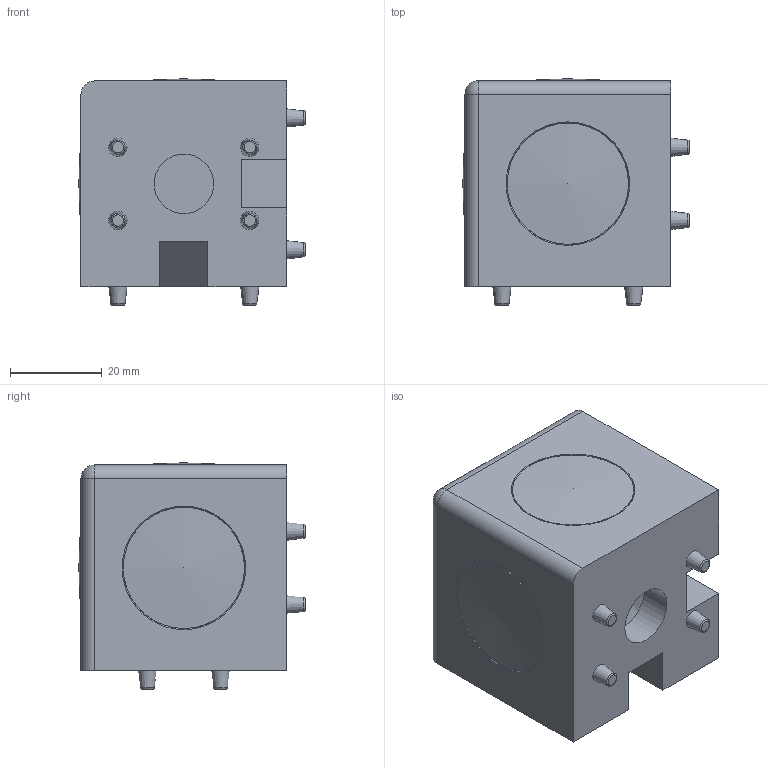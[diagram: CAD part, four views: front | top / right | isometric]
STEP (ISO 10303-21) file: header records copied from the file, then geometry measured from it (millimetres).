
FILE_DESCRIPTION(/* description */ ('STEP AP214'),/* implementation_level */ '2;1');
FILE_NAME(/* name */ '093WW454N10R',/* time_stamp */ '2022-09-30T13:28:08+02:00',/* author */ ('License CC BY-ND 4.0'),/* organization */ ('CADENAS'),/* preprocessor_version */ 'ST-DEVELOPER v18.102',/* originating_system */ 'PARTsolutions',/* authorisation */ ' ');
FILE_SCHEMA (('AUTOMOTIVE_DESIGN {1 0 10303 214 3 1 1}'));
Length unit declared in the file: millimetre
Products named in the file (3): 093WW454N10R; 093WW454N10R_cap; 093WW454N10R_body
Assembly tree (4 placements, depth 2):
  093WW454N10R
    093WW454N10R_cap  x3
    093WW454N10R_body
Bounding box: 49.45 x 49.45 x 49.45 mm (x, y, z)
Volume: 59857.6 mm3; surface area: 22068 mm2
Topology: 4 solids, 4 shells, 130 faces, 315 edges, 203 vertices
Faces by surface type: cylinder 45, plane 36, cone 27, torus 18, sphere 4
Full cylindrical faces by diameter (mm): 13 x3, 26.5 x3
Entity records: 2476 total; most frequent: CARTESIAN_POINT 505, DIRECTION 414, ORIENTED_EDGE 310, AXIS2_PLACEMENT_3D 180, EDGE_LOOP 157, FACE_BOUND 157, EDGE_CURVE 155, VERTEX_POINT 122
